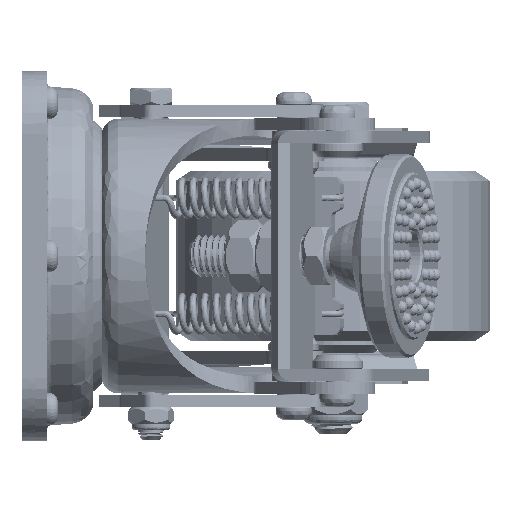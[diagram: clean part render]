
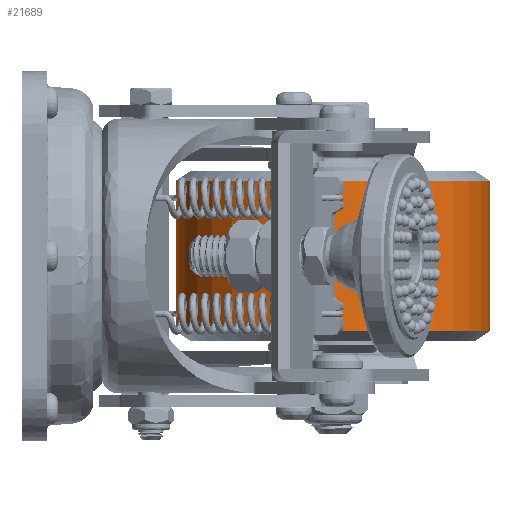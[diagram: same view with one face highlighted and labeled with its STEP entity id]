
A CAD part, left-side view. The second image highlights one B-rep face of the part: STEP entity #21689.
In plain terms, the highlighted cylindrical face has radius 37.5 mm (diameter 75 mm), a partial arc.
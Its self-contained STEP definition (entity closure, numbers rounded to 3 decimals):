
#1803 = VERTEX_POINT ( 'NONE', #19333 ) ;
#4927 = EDGE_CURVE ( 'NONE', #1803, #110333, #16665, .T. ) ;
#8123 = VERTEX_POINT ( 'NONE', #17499 ) ;
#11159 = DIRECTION ( 'NONE',  ( 0., 1., 0. ) ) ;
#16665 = CIRCLE ( 'NONE', #90593, 37.5 ) ;
#17499 = CARTESIAN_POINT ( 'NONE',  ( 39.698, -36.608, -17.917 ) ) ;
#19333 = CARTESIAN_POINT ( 'NONE',  ( 39.698, -111.608, 17.917 ) ) ;
#21689 = ADVANCED_FACE ( 'NONE', ( #47370 ), #132648, .T. ) ;
#22702 = ORIENTED_EDGE ( 'NONE', *, *, #98626, .T. ) ;
#25008 = CARTESIAN_POINT ( 'NONE',  ( 39.698, -74.108, 20.25 ) ) ;
#27760 = CARTESIAN_POINT ( 'NONE',  ( 39.698, -36.608, 20.25 ) ) ;
#29696 = DIRECTION ( 'NONE',  ( 0., 0., -1. ) ) ;
#29869 = EDGE_CURVE ( 'NONE', #8123, #74287, #160247, .T. ) ;
#32507 = CARTESIAN_POINT ( 'NONE',  ( 39.698, -36.608, 17.917 ) ) ;
#37325 = ORIENTED_EDGE ( 'NONE', *, *, #71240, .F. ) ;
#47370 = FACE_OUTER_BOUND ( 'NONE', #153704, .T. ) ;
#50303 = DIRECTION ( 'NONE',  ( 0., 1., 0. ) ) ;
#54033 = CARTESIAN_POINT ( 'NONE',  ( 39.698, -111.608, 20.25 ) ) ;
#61241 = DIRECTION ( 'NONE',  ( 0., 1., 0. ) ) ;
#65054 = DIRECTION ( 'NONE',  ( 0., 0., -1. ) ) ;
#71240 = EDGE_CURVE ( 'NONE', #1803, #74287, #140383, .T. ) ;
#72840 = DIRECTION ( 'NONE',  ( 0., 0., -1. ) ) ;
#73783 = VECTOR ( 'NONE', #65054, 1000. ) ;
#74287 = VERTEX_POINT ( 'NONE', #94112 ) ;
#74613 = DIRECTION ( 'NONE',  ( 0., 0., 1. ) ) ;
#87944 = ORIENTED_EDGE ( 'NONE', *, *, #4927, .T. ) ;
#88210 = ORIENTED_EDGE ( 'NONE', *, *, #29869, .T. ) ;
#90593 = AXIS2_PLACEMENT_3D ( 'NONE', #122147, #72840, #11159 ) ;
#94112 = CARTESIAN_POINT ( 'NONE',  ( 39.698, -111.608, -17.917 ) ) ;
#98626 = EDGE_CURVE ( 'NONE', #110333, #8123, #155173, .T. ) ;
#100633 = CARTESIAN_POINT ( 'NONE',  ( 39.698, -74.108, -17.917 ) ) ;
#110333 = VERTEX_POINT ( 'NONE', #32507 ) ;
#111603 = DIRECTION ( 'NONE',  ( 0., 0., -1. ) ) ;
#122147 = CARTESIAN_POINT ( 'NONE',  ( 39.698, -74.108, 17.917 ) ) ;
#122157 = AXIS2_PLACEMENT_3D ( 'NONE', #25008, #111603, #61241 ) ;
#132648 = CYLINDRICAL_SURFACE ( 'NONE', #122157, 37.5 ) ;
#140383 = LINE ( 'NONE', #54033, #150013 ) ;
#143620 = AXIS2_PLACEMENT_3D ( 'NONE', #100633, #74613, #50303 ) ;
#150013 = VECTOR ( 'NONE', #29696, 1000. ) ;
#153704 = EDGE_LOOP ( 'NONE', ( #37325, #87944, #22702, #88210 ) ) ;
#155173 = LINE ( 'NONE', #27760, #73783 ) ;
#160247 = CIRCLE ( 'NONE', #143620, 37.5 ) ;
